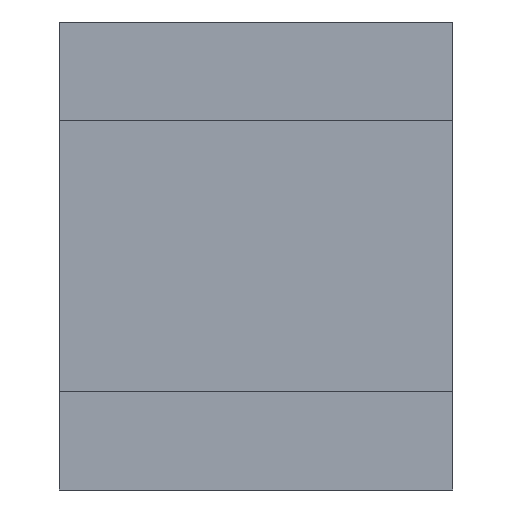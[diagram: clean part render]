
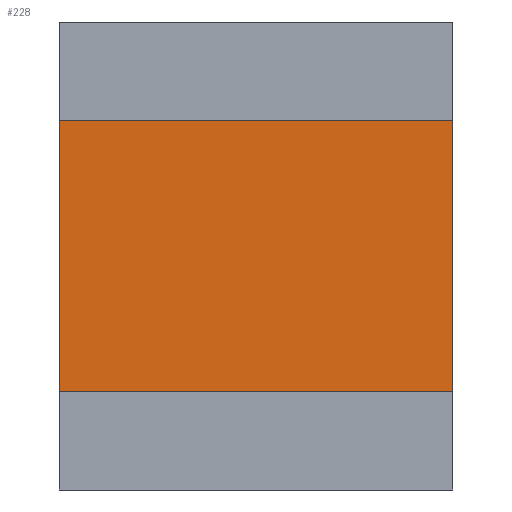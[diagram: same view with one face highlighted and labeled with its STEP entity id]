
A CAD part, left-side view. The second image highlights one B-rep face of the part: STEP entity #228.
In plain terms, the highlighted planar face has unit normal (-1, 0, 0).
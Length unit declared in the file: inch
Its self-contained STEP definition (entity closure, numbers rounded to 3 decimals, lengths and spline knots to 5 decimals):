
#5 = CARTESIAN_POINT ( 'NONE',  ( 0., 0., 0.07776 ) ) ;
#8 = LINE ( 'NONE', #5, #154 ) ;
#44 = EDGE_CURVE ( 'NONE', #381, #288, #214, .T. ) ;
#46 = VERTEX_POINT ( 'NONE', #399 ) ;
#61 = AXIS2_PLACEMENT_3D ( 'NONE', #252, #421, #455 ) ;
#63 = LINE ( 'NONE', #463, #385 ) ;
#105 = FACE_OUTER_BOUND ( 'NONE', #245, .T. ) ;
#137 = DIRECTION ( 'NONE',  ( 0., 0., -1. ) ) ;
#138 = DIRECTION ( 'NONE',  ( 0., 0., -1. ) ) ;
#152 = LINE ( 'NONE', #338, #427 ) ;
#154 = VECTOR ( 'NONE', #224, 39.37008 ) ;
#158 = ORIENTED_EDGE ( 'NONE', *, *, #369, .F. ) ;
#177 = VECTOR ( 'NONE', #138, 39.37008 ) ;
#182 = EDGE_CURVE ( 'NONE', #284, #381, #8, .T. ) ;
#214 = LINE ( 'NONE', #469, #177 ) ;
#218 = CARTESIAN_POINT ( 'NONE',  ( 0., 0.08268, 0.07776 ) ) ;
#224 = DIRECTION ( 'NONE',  ( 0., 1., 0. ) ) ;
#228 = ADVANCED_FACE ( 'NONE', ( #105 ), #317, .F. ) ;
#238 = CARTESIAN_POINT ( 'NONE',  ( 0., 0.08268, 0.02067 ) ) ;
#245 = EDGE_LOOP ( 'NONE', ( #390, #331, #350, #158 ) ) ;
#252 = CARTESIAN_POINT ( 'NONE',  ( 0., 0., 0.09843 ) ) ;
#284 = VERTEX_POINT ( 'NONE', #461 ) ;
#288 = VERTEX_POINT ( 'NONE', #238 ) ;
#301 = DIRECTION ( 'NONE',  ( 0., 1., 0. ) ) ;
#317 = PLANE ( 'NONE',  #61 ) ;
#331 = ORIENTED_EDGE ( 'NONE', *, *, #182, .T. ) ;
#338 = CARTESIAN_POINT ( 'NONE',  ( 0., 0., 0.02067 ) ) ;
#349 = EDGE_CURVE ( 'NONE', #284, #46, #63, .T. ) ;
#350 = ORIENTED_EDGE ( 'NONE', *, *, #44, .T. ) ;
#369 = EDGE_CURVE ( 'NONE', #46, #288, #152, .T. ) ;
#381 = VERTEX_POINT ( 'NONE', #218 ) ;
#385 = VECTOR ( 'NONE', #137, 39.37008 ) ;
#390 = ORIENTED_EDGE ( 'NONE', *, *, #349, .F. ) ;
#399 = CARTESIAN_POINT ( 'NONE',  ( 0., 0., 0.02067 ) ) ;
#421 = DIRECTION ( 'NONE',  ( 1., 0., 0. ) ) ;
#427 = VECTOR ( 'NONE', #301, 39.37008 ) ;
#455 = DIRECTION ( 'NONE',  ( 0., 0., -1. ) ) ;
#461 = CARTESIAN_POINT ( 'NONE',  ( 0., 0., 0.07776 ) ) ;
#463 = CARTESIAN_POINT ( 'NONE',  ( 0., 0., 0.09843 ) ) ;
#469 = CARTESIAN_POINT ( 'NONE',  ( 0., 0.08268, 0.09843 ) ) ;
